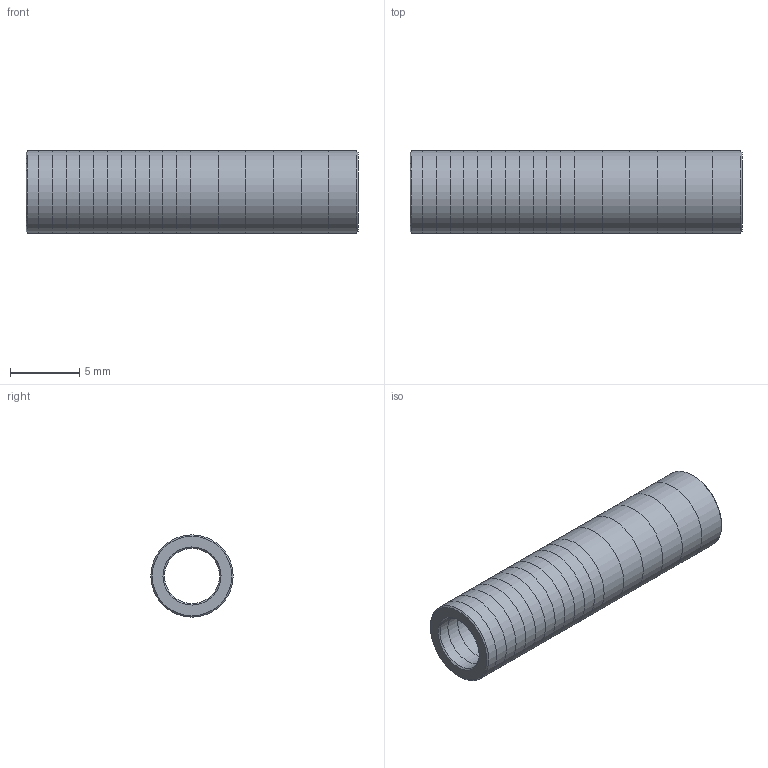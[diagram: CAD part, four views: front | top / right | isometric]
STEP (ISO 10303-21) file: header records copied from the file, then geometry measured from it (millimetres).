
FILE_DESCRIPTION( ( '' ), ' ' );
FILE_NAME( '5a2add795214870eedd3eb51.step', '2017-12-08T18:44:10', ( '' ), ( '' ), ' ', ' ', ' ' );
FILE_SCHEMA( ( 'AUTOMOTIVE_DESIGN { 1 0 10303 214 1 1 1 1 }' ) );
Length unit declared in the file: metre
Products named in the file (18): 1502-0006-0024; 1502-0006-0022; 1502-0006-0020; 1502-0006-0018; 1502-0006-0016; 1602-0006-0014; 1502-0006-0012; 1502-0006-0011; 1502-0006-0010; 1502-0006-0009; 1502-0006-0008; 1502-0006-0007; 1502-0006-0006; 1502-0006-0005; 1502-0006-0004; 1502-0006-0003; 1502-0006-0002; 1502-0006-0001
Bounding box: 24 x 5.95 x 5.95 mm (x, y, z)
Surface area: 6484.4 mm2
Topology: 18 solids, 18 shells, 144 faces, 252 edges, 144 vertices
Faces by surface type: cone 72, cylinder 36, plane 36
Full cylindrical faces by diameter (mm): 4 x18, 5.95 x18
Entity records: 4294 total; most frequent: DIRECTION 612, CARTESIAN_POINT 450, AXIS2_PLACEMENT_3D 306, EDGE_LOOP 288, ORIENTED_EDGE 288, FACE_OUTER_BOUND 180, STYLED_ITEM 144, PRESENTATION_STYLE_ASSIGNMENT 144
